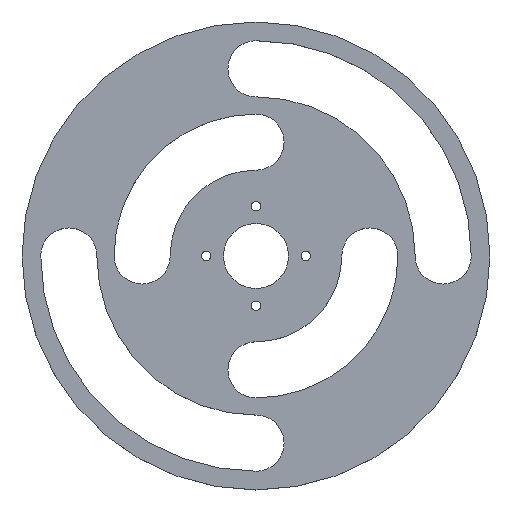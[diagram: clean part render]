
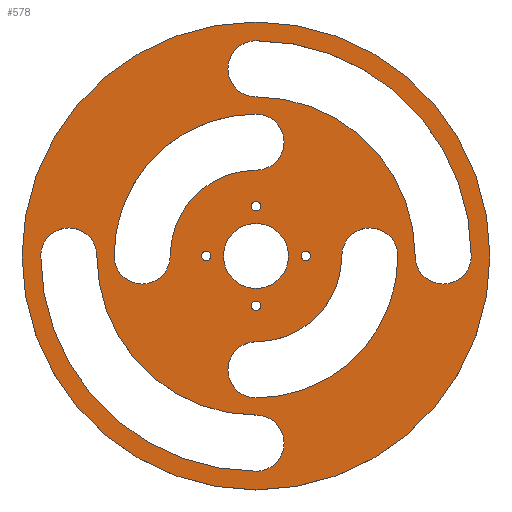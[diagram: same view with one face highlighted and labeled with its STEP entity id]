
A CAD part, top view. The second image highlights one B-rep face of the part: STEP entity #578.
In plain terms, the highlighted planar face has unit normal (0, 0, 1).
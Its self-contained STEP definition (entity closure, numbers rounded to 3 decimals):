
#27=FACE_BOUND('',#107,.T.);
#28=FACE_BOUND('',#108,.T.);
#29=FACE_BOUND('',#109,.T.);
#30=FACE_BOUND('',#110,.T.);
#31=FACE_BOUND('',#111,.T.);
#32=FACE_BOUND('',#112,.T.);
#33=FACE_BOUND('',#113,.T.);
#34=FACE_BOUND('',#114,.T.);
#35=FACE_BOUND('',#115,.T.);
#38=PLANE('',#677);
#67=FACE_OUTER_BOUND('',#106,.T.);
#106=EDGE_LOOP('',(#503,#504));
#107=EDGE_LOOP('',(#505,#506,#507,#508));
#108=EDGE_LOOP('',(#509,#510,#511,#512));
#109=EDGE_LOOP('',(#513,#514,#515,#516));
#110=EDGE_LOOP('',(#517,#518,#519,#520));
#111=EDGE_LOOP('',(#521));
#112=EDGE_LOOP('',(#522));
#113=EDGE_LOOP('',(#523));
#114=EDGE_LOOP('',(#524));
#115=EDGE_LOOP('',(#525));
#169=CIRCLE('',#595,13.75);
#171=CIRCLE('',#598,4.5);
#173=CIRCLE('',#601,22.75);
#175=CIRCLE('',#604,4.5);
#177=CIRCLE('',#607,4.5);
#179=CIRCLE('',#610,22.75);
#181=CIRCLE('',#613,4.5);
#183=CIRCLE('',#616,13.75);
#185=CIRCLE('',#619,4.5);
#187=CIRCLE('',#622,34.5);
#189=CIRCLE('',#625,4.5);
#191=CIRCLE('',#628,25.5);
#193=CIRCLE('',#631,4.5);
#195=CIRCLE('',#634,34.5);
#197=CIRCLE('',#637,4.5);
#199=CIRCLE('',#640,25.5);
#201=CIRCLE('',#643,0.75);
#203=CIRCLE('',#646,0.75);
#205=CIRCLE('',#649,0.75);
#207=CIRCLE('',#652,0.75);
#213=CIRCLE('',#661,5.2);
#222=CIRCLE('',#675,37.5);
#223=CIRCLE('',#676,37.5);
#226=VERTEX_POINT('',#881);
#227=VERTEX_POINT('',#883);
#229=VERTEX_POINT('',#889);
#231=VERTEX_POINT('',#895);
#234=VERTEX_POINT('',#905);
#235=VERTEX_POINT('',#907);
#237=VERTEX_POINT('',#913);
#239=VERTEX_POINT('',#919);
#242=VERTEX_POINT('',#929);
#243=VERTEX_POINT('',#931);
#245=VERTEX_POINT('',#937);
#247=VERTEX_POINT('',#943);
#250=VERTEX_POINT('',#953);
#251=VERTEX_POINT('',#955);
#253=VERTEX_POINT('',#961);
#255=VERTEX_POINT('',#967);
#257=VERTEX_POINT('',#976);
#259=VERTEX_POINT('',#982);
#261=VERTEX_POINT('',#988);
#263=VERTEX_POINT('',#994);
#269=VERTEX_POINT('',#1011);
#278=VERTEX_POINT('',#1038);
#279=VERTEX_POINT('',#1039);
#282=EDGE_CURVE('',#227,#226,#169,.T.);
#285=EDGE_CURVE('',#229,#227,#171,.T.);
#288=EDGE_CURVE('',#231,#229,#173,.T.);
#291=EDGE_CURVE('',#226,#231,#175,.T.);
#294=EDGE_CURVE('',#235,#234,#177,.T.);
#297=EDGE_CURVE('',#237,#235,#179,.T.);
#300=EDGE_CURVE('',#239,#237,#181,.T.);
#303=EDGE_CURVE('',#234,#239,#183,.T.);
#306=EDGE_CURVE('',#243,#242,#185,.T.);
#309=EDGE_CURVE('',#245,#243,#187,.T.);
#312=EDGE_CURVE('',#247,#245,#189,.T.);
#315=EDGE_CURVE('',#242,#247,#191,.T.);
#318=EDGE_CURVE('',#251,#250,#193,.T.);
#321=EDGE_CURVE('',#253,#251,#195,.T.);
#324=EDGE_CURVE('',#255,#253,#197,.T.);
#327=EDGE_CURVE('',#250,#255,#199,.T.);
#330=EDGE_CURVE('',#257,#257,#201,.T.);
#333=EDGE_CURVE('',#259,#259,#203,.T.);
#336=EDGE_CURVE('',#261,#261,#205,.T.);
#339=EDGE_CURVE('',#263,#263,#207,.T.);
#347=EDGE_CURVE('',#269,#269,#213,.T.);
#359=EDGE_CURVE('',#278,#279,#222,.T.);
#360=EDGE_CURVE('',#279,#278,#223,.T.);
#503=ORIENTED_EDGE('',*,*,#359,.T.);
#504=ORIENTED_EDGE('',*,*,#360,.T.);
#505=ORIENTED_EDGE('',*,*,#288,.T.);
#506=ORIENTED_EDGE('',*,*,#285,.T.);
#507=ORIENTED_EDGE('',*,*,#282,.T.);
#508=ORIENTED_EDGE('',*,*,#291,.T.);
#509=ORIENTED_EDGE('',*,*,#300,.T.);
#510=ORIENTED_EDGE('',*,*,#297,.T.);
#511=ORIENTED_EDGE('',*,*,#294,.T.);
#512=ORIENTED_EDGE('',*,*,#303,.T.);
#513=ORIENTED_EDGE('',*,*,#312,.T.);
#514=ORIENTED_EDGE('',*,*,#309,.T.);
#515=ORIENTED_EDGE('',*,*,#306,.T.);
#516=ORIENTED_EDGE('',*,*,#315,.T.);
#517=ORIENTED_EDGE('',*,*,#324,.T.);
#518=ORIENTED_EDGE('',*,*,#321,.T.);
#519=ORIENTED_EDGE('',*,*,#318,.T.);
#520=ORIENTED_EDGE('',*,*,#327,.T.);
#521=ORIENTED_EDGE('',*,*,#330,.T.);
#522=ORIENTED_EDGE('',*,*,#333,.T.);
#523=ORIENTED_EDGE('',*,*,#336,.T.);
#524=ORIENTED_EDGE('',*,*,#339,.T.);
#525=ORIENTED_EDGE('',*,*,#347,.T.);
#578=ADVANCED_FACE('',(#67,#27,#28,#29,#30,#31,#32,#33,#34,#35),#38,.T.);
#595=AXIS2_PLACEMENT_3D('',#884,#685,#686);
#598=AXIS2_PLACEMENT_3D('',#890,#692,#693);
#601=AXIS2_PLACEMENT_3D('',#896,#699,#700);
#604=AXIS2_PLACEMENT_3D('',#900,#706,#707);
#607=AXIS2_PLACEMENT_3D('',#908,#713,#714);
#610=AXIS2_PLACEMENT_3D('',#914,#720,#721);
#613=AXIS2_PLACEMENT_3D('',#920,#727,#728);
#616=AXIS2_PLACEMENT_3D('',#924,#734,#735);
#619=AXIS2_PLACEMENT_3D('',#932,#741,#742);
#622=AXIS2_PLACEMENT_3D('',#938,#748,#749);
#625=AXIS2_PLACEMENT_3D('',#944,#755,#756);
#628=AXIS2_PLACEMENT_3D('',#948,#762,#763);
#631=AXIS2_PLACEMENT_3D('',#956,#769,#770);
#634=AXIS2_PLACEMENT_3D('',#962,#776,#777);
#637=AXIS2_PLACEMENT_3D('',#968,#783,#784);
#640=AXIS2_PLACEMENT_3D('',#972,#790,#791);
#643=AXIS2_PLACEMENT_3D('',#978,#797,#798);
#646=AXIS2_PLACEMENT_3D('',#984,#804,#805);
#649=AXIS2_PLACEMENT_3D('',#990,#811,#812);
#652=AXIS2_PLACEMENT_3D('',#996,#818,#819);
#661=AXIS2_PLACEMENT_3D('',#1013,#838,#839);
#675=AXIS2_PLACEMENT_3D('',#1040,#869,#870);
#676=AXIS2_PLACEMENT_3D('',#1041,#871,#872);
#677=AXIS2_PLACEMENT_3D('',#1043,#874,#875);
#685=DIRECTION('center_axis',(0.,0.,1.));
#686=DIRECTION('ref_axis',(0.,-1.,0.));
#692=DIRECTION('center_axis',(0.,0.,-1.));
#693=DIRECTION('ref_axis',(1.,0.,0.));
#699=DIRECTION('center_axis',(0.,0.,-1.));
#700=DIRECTION('ref_axis',(0.,-1.,0.));
#706=DIRECTION('center_axis',(0.,0.,-1.));
#707=DIRECTION('ref_axis',(1.,0.,0.));
#713=DIRECTION('center_axis',(0.,0.,-1.));
#714=DIRECTION('ref_axis',(1.,0.,0.));
#720=DIRECTION('center_axis',(0.,0.,-1.));
#721=DIRECTION('ref_axis',(0.,1.,0.));
#727=DIRECTION('center_axis',(0.,0.,-1.));
#728=DIRECTION('ref_axis',(1.,0.,0.));
#734=DIRECTION('center_axis',(0.,0.,1.));
#735=DIRECTION('ref_axis',(0.,1.,0.));
#741=DIRECTION('center_axis',(0.,0.,-1.));
#742=DIRECTION('ref_axis',(1.,0.,0.));
#748=DIRECTION('center_axis',(0.,0.,-1.));
#749=DIRECTION('ref_axis',(1.,0.,0.));
#755=DIRECTION('center_axis',(0.,0.,-1.));
#756=DIRECTION('ref_axis',(1.,0.,0.));
#762=DIRECTION('center_axis',(0.,0.,1.));
#763=DIRECTION('ref_axis',(1.,0.,0.));
#769=DIRECTION('center_axis',(0.,0.,-1.));
#770=DIRECTION('ref_axis',(1.,0.,0.));
#776=DIRECTION('center_axis',(0.,0.,-1.));
#777=DIRECTION('ref_axis',(-1.,0.,0.));
#783=DIRECTION('center_axis',(0.,0.,-1.));
#784=DIRECTION('ref_axis',(1.,0.,0.));
#790=DIRECTION('center_axis',(0.,0.,1.));
#791=DIRECTION('ref_axis',(-1.,0.,0.));
#797=DIRECTION('center_axis',(0.,0.,-1.));
#798=DIRECTION('ref_axis',(-1.,0.,0.));
#804=DIRECTION('center_axis',(0.,0.,-1.));
#805=DIRECTION('ref_axis',(-1.,0.,0.));
#811=DIRECTION('center_axis',(0.,0.,-1.));
#812=DIRECTION('ref_axis',(-1.,0.,0.));
#818=DIRECTION('center_axis',(0.,0.,-1.));
#819=DIRECTION('ref_axis',(-1.,0.,0.));
#838=DIRECTION('center_axis',(0.,0.,-1.));
#839=DIRECTION('ref_axis',(-1.,0.,0.));
#869=DIRECTION('center_axis',(0.,0.,1.));
#870=DIRECTION('ref_axis',(1.,0.,0.));
#871=DIRECTION('center_axis',(0.,0.,1.));
#872=DIRECTION('ref_axis',(1.,0.,0.));
#874=DIRECTION('center_axis',(0.,0.,1.));
#875=DIRECTION('ref_axis',(1.,0.,0.));
#881=CARTESIAN_POINT('',(13.75,0.,0.));
#883=CARTESIAN_POINT('',(0.,-13.75,0.));
#884=CARTESIAN_POINT('Origin',(0.,0.,0.));
#889=CARTESIAN_POINT('',(0.,-22.75,0.));
#890=CARTESIAN_POINT('Origin',(0.,-18.25,0.));
#895=CARTESIAN_POINT('',(22.75,0.,0.));
#896=CARTESIAN_POINT('Origin',(0.,0.,0.));
#900=CARTESIAN_POINT('Origin',(18.25,0.,0.));
#905=CARTESIAN_POINT('',(0.,13.75,0.));
#907=CARTESIAN_POINT('',(0.,22.75,0.));
#908=CARTESIAN_POINT('Origin',(0.,18.25,0.));
#913=CARTESIAN_POINT('',(-22.75,0.,0.));
#914=CARTESIAN_POINT('Origin',(0.,0.,0.));
#919=CARTESIAN_POINT('',(-13.75,0.,0.));
#920=CARTESIAN_POINT('Origin',(-18.25,0.,0.));
#924=CARTESIAN_POINT('Origin',(0.,0.,0.));
#929=CARTESIAN_POINT('',(25.5,0.,0.));
#931=CARTESIAN_POINT('',(34.5,0.,0.));
#932=CARTESIAN_POINT('Origin',(30.,0.,0.));
#937=CARTESIAN_POINT('',(0.,34.5,0.));
#938=CARTESIAN_POINT('Origin',(0.,0.,0.));
#943=CARTESIAN_POINT('',(0.,25.5,0.));
#944=CARTESIAN_POINT('Origin',(0.,30.,0.));
#948=CARTESIAN_POINT('Origin',(0.,0.,0.));
#953=CARTESIAN_POINT('',(-25.5,0.,0.));
#955=CARTESIAN_POINT('',(-34.5,0.,0.));
#956=CARTESIAN_POINT('Origin',(-30.,0.,0.));
#961=CARTESIAN_POINT('',(0.,-34.5,0.));
#962=CARTESIAN_POINT('Origin',(0.,0.,0.));
#967=CARTESIAN_POINT('',(0.,-25.5,0.));
#968=CARTESIAN_POINT('Origin',(0.,-30.,0.));
#972=CARTESIAN_POINT('Origin',(0.,0.,0.));
#976=CARTESIAN_POINT('',(8.75,0.,0.));
#978=CARTESIAN_POINT('Origin',(8.,0.,0.));
#982=CARTESIAN_POINT('',(0.75,-8.,0.));
#984=CARTESIAN_POINT('Origin',(0.,-8.,0.));
#988=CARTESIAN_POINT('',(0.75,8.,0.));
#990=CARTESIAN_POINT('Origin',(0.,8.,0.));
#994=CARTESIAN_POINT('',(-7.25,0.,0.));
#996=CARTESIAN_POINT('Origin',(-8.,0.,0.));
#1011=CARTESIAN_POINT('',(5.2,0.,0.));
#1013=CARTESIAN_POINT('Origin',(0.,0.,0.));
#1038=CARTESIAN_POINT('',(37.5,0.,0.));
#1039=CARTESIAN_POINT('',(-37.5,0.,0.));
#1040=CARTESIAN_POINT('Origin',(0.,0.,0.));
#1041=CARTESIAN_POINT('Origin',(0.,0.,0.));
#1043=CARTESIAN_POINT('Origin',(0.,0.,0.));
